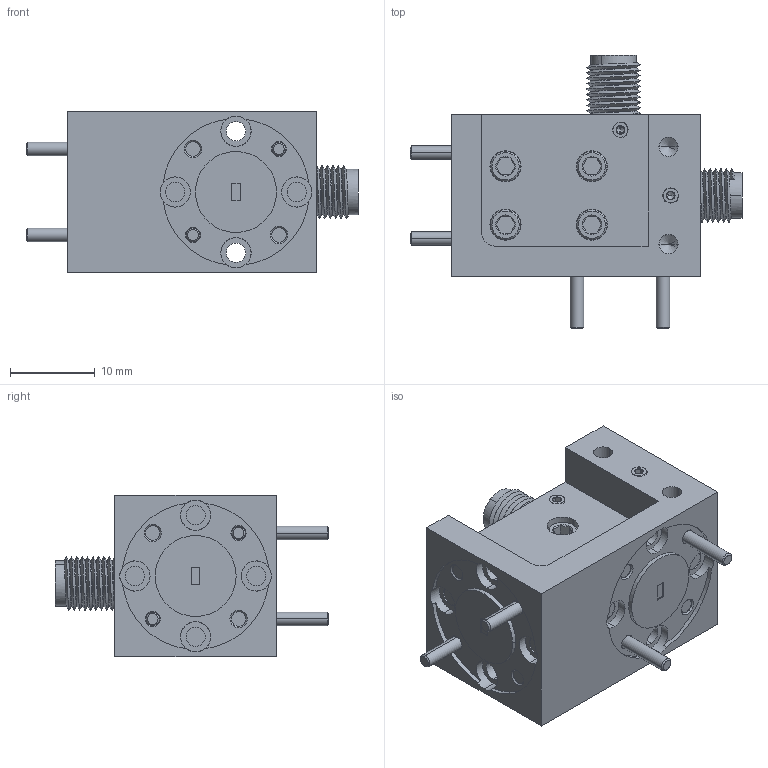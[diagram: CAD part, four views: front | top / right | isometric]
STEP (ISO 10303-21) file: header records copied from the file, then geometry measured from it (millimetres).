
FILE_DESCRIPTION (( 'STEP AP203' ), '1' );
FILE_NAME ('SFB-08-E2, Defeatured.STEP', '2021-03-18T00:13:46', ( '' ), ( '' ), 'SwSTEP 2.0', 'SolidWorks 2020', '' );
FILE_SCHEMA (( 'CONFIG_CONTROL_DESIGN' ));
Length unit declared in the file: millimetre
Products named in the file (1): SFB-08-E2, Defeatured
Bounding box: 39.06 x 32.22 x 19.05 mm (x, y, z)
Volume: 7333.3 mm3; surface area: 4810.1 mm2
Topology: 7 solids, 8 shells, 483 faces, 1086 edges, 650 vertices
Faces by surface type: cylinder 199, cone 145, plane 135, bspline 4
Entity records: 16888 total; most frequent: CARTESIAN_POINT 6244, DIRECTION 2277, ORIENTED_EDGE 2136, EDGE_CURVE 1068, AXIS2_PLACEMENT_3D 911, VERTEX_POINT 650, EDGE_LOOP 548, ADVANCED_FACE 483
